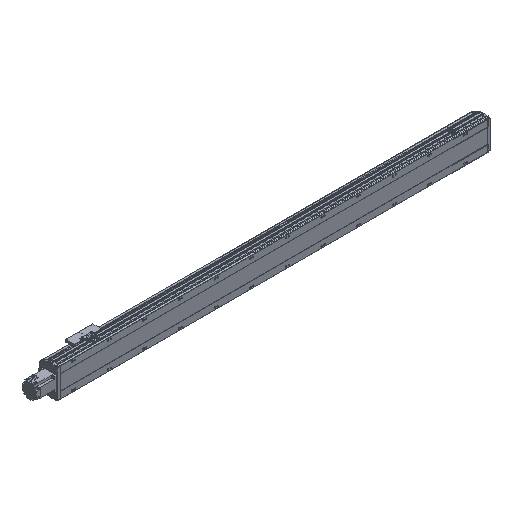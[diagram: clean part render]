
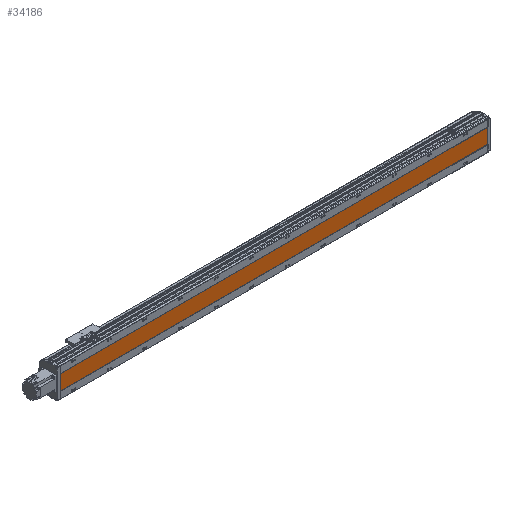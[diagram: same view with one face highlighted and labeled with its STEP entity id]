
A CAD part, isometric view. The second image highlights one B-rep face of the part: STEP entity #34186.
In plain terms, the highlighted planar face has unit normal (0, -1, 0).
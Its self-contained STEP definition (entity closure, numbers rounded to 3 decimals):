
#1089 = LINE ( 'NONE', #8805, #47521 ) ;
#3128 = EDGE_LOOP ( 'NONE', ( #31322, #23159, #42942, #20840 ) ) ;
#5027 = VERTEX_POINT ( 'NONE', #45930 ) ;
#5250 = CARTESIAN_POINT ( 'NONE',  ( 17., 1., 41.793 ) ) ;
#8756 = CARTESIAN_POINT ( 'NONE',  ( 2416., 1., -41.793 ) ) ;
#8768 = VERTEX_POINT ( 'NONE', #5250 ) ;
#8805 = CARTESIAN_POINT ( 'NONE',  ( 17., 1., 41.793 ) ) ;
#9457 = FACE_OUTER_BOUND ( 'NONE', #3128, .T. ) ;
#10723 = CARTESIAN_POINT ( 'NONE',  ( 2416., 1., 41.793 ) ) ;
#12210 = VECTOR ( 'NONE', #14540, 1000. ) ;
#13489 = EDGE_CURVE ( 'NONE', #8768, #19276, #1089, .T. ) ;
#14540 = DIRECTION ( 'NONE',  ( 0., 0., -1. ) ) ;
#15624 = VECTOR ( 'NONE', #18234, 1000. ) ;
#16008 = DIRECTION ( 'NONE',  ( -1., 0., 0. ) ) ;
#16715 = DIRECTION ( 'NONE',  ( 0., 1., 0. ) ) ;
#18234 = DIRECTION ( 'NONE',  ( -1., 0., 0. ) ) ;
#19129 = CARTESIAN_POINT ( 'NONE',  ( 2416., 1., 41.793 ) ) ;
#19136 = VECTOR ( 'NONE', #16008, 1000. ) ;
#19276 = VERTEX_POINT ( 'NONE', #38259 ) ;
#20840 = ORIENTED_EDGE ( 'NONE', *, *, #40350, .T. ) ;
#23159 = ORIENTED_EDGE ( 'NONE', *, *, #34182, .F. ) ;
#25293 = AXIS2_PLACEMENT_3D ( 'NONE', #34374, #16715, #38218 ) ;
#27349 = PLANE ( 'NONE',  #25293 ) ;
#31322 = ORIENTED_EDGE ( 'NONE', *, *, #13489, .T. ) ;
#32762 = VERTEX_POINT ( 'NONE', #43628 ) ;
#32910 = LINE ( 'NONE', #19129, #12210 ) ;
#34182 = EDGE_CURVE ( 'NONE', #32762, #19276, #34850, .T. ) ;
#34186 = ADVANCED_FACE ( 'NONE', ( #9457 ), #27349, .F. ) ;
#34374 = CARTESIAN_POINT ( 'NONE',  ( 2416., 1., 41.793 ) ) ;
#34850 = LINE ( 'NONE', #8756, #19136 ) ;
#38218 = DIRECTION ( 'NONE',  ( 1., 0., 0. ) ) ;
#38259 = CARTESIAN_POINT ( 'NONE',  ( 17., 1., -41.793 ) ) ;
#40350 = EDGE_CURVE ( 'NONE', #5027, #8768, #40676, .T. ) ;
#40676 = LINE ( 'NONE', #10723, #15624 ) ;
#42352 = DIRECTION ( 'NONE',  ( 0., 0., -1. ) ) ;
#42845 = EDGE_CURVE ( 'NONE', #5027, #32762, #32910, .T. ) ;
#42942 = ORIENTED_EDGE ( 'NONE', *, *, #42845, .F. ) ;
#43628 = CARTESIAN_POINT ( 'NONE',  ( 2416., 1., -41.793 ) ) ;
#45930 = CARTESIAN_POINT ( 'NONE',  ( 2416., 1., 41.793 ) ) ;
#47521 = VECTOR ( 'NONE', #42352, 1000. ) ;
